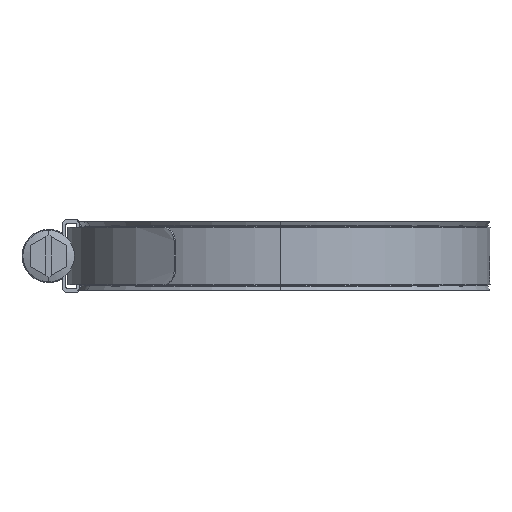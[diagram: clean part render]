
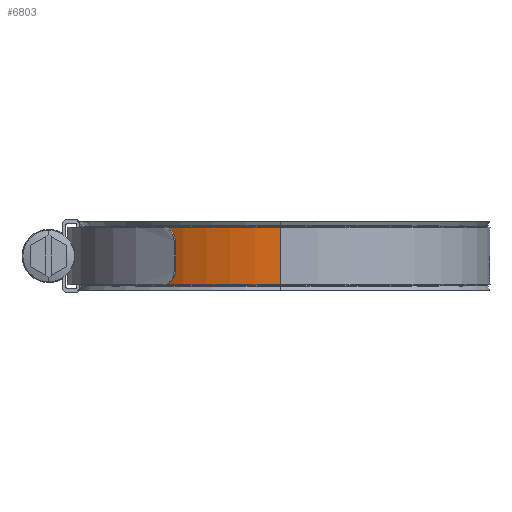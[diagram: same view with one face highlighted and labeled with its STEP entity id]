
A CAD part, left-side view. The second image highlights one B-rep face of the part: STEP entity #6803.
In plain terms, the highlighted cylindrical face has radius 46.03 mm (diameter 92.06 mm), a partial arc.
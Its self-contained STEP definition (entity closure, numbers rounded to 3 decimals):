
#323 = ORIENTED_EDGE ( 'NONE', *, *, #9169, .T. ) ;
#494 = VERTEX_POINT ( 'NONE', #2358 ) ;
#1164 = EDGE_CURVE ( 'NONE', #494, #1478, #4750, .T. ) ;
#1478 = VERTEX_POINT ( 'NONE', #1547 ) ;
#1547 = CARTESIAN_POINT ( 'NONE',  ( -46.03, 0., -6.35 ) ) ;
#1567 = DIRECTION ( 'NONE',  ( 0., 0., -1. ) ) ;
#1872 = CARTESIAN_POINT ( 'NONE',  ( 0., 0., 6.35 ) ) ;
#2358 = CARTESIAN_POINT ( 'NONE',  ( -46.03, 0., 6.35 ) ) ;
#2476 = ORIENTED_EDGE ( 'NONE', *, *, #3692, .T. ) ;
#2577 = VECTOR ( 'NONE', #7437, 1000. ) ;
#2892 = FACE_OUTER_BOUND ( 'NONE', #7369, .T. ) ;
#3258 = VECTOR ( 'NONE', #1567, 1000. ) ;
#3441 = ORIENTED_EDGE ( 'NONE', *, *, #1164, .F. ) ;
#3692 = EDGE_CURVE ( 'NONE', #7828, #1478, #9132, .T. ) ;
#4750 = LINE ( 'NONE', #11118, #3258 ) ;
#5126 = DIRECTION ( 'NONE',  ( 0., 0., -1. ) ) ;
#5933 = CIRCLE ( 'NONE', #12860, 46.03 ) ;
#6309 = LINE ( 'NONE', #9405, #2577 ) ;
#6803 = ADVANCED_FACE ( 'NONE', ( #2892 ), #9126, .T. ) ;
#7124 = CARTESIAN_POINT ( 'NONE',  ( 0., 46.03, -6.35 ) ) ;
#7369 = EDGE_LOOP ( 'NONE', ( #3441, #12929, #323, #2476 ) ) ;
#7437 = DIRECTION ( 'NONE',  ( 0., 0., -1. ) ) ;
#7828 = VERTEX_POINT ( 'NONE', #7124 ) ;
#8998 = DIRECTION ( 'NONE',  ( 1., 0., 0. ) ) ;
#9068 = CARTESIAN_POINT ( 'NONE',  ( 0., 0., 6.35 ) ) ;
#9126 = CYLINDRICAL_SURFACE ( 'NONE', #9770, 46.03 ) ;
#9132 = CIRCLE ( 'NONE', #10925, 46.03 ) ;
#9169 = EDGE_CURVE ( 'NONE', #11075, #7828, #6309, .T. ) ;
#9405 = CARTESIAN_POINT ( 'NONE',  ( 0., 46.03, 6.35 ) ) ;
#9431 = EDGE_CURVE ( 'NONE', #11075, #494, #5933, .T. ) ;
#9770 = AXIS2_PLACEMENT_3D ( 'NONE', #1872, #5126, #12405 ) ;
#10129 = DIRECTION ( 'NONE',  ( 0., 0., 1. ) ) ;
#10427 = DIRECTION ( 'NONE',  ( 0., 0., 1. ) ) ;
#10925 = AXIS2_PLACEMENT_3D ( 'NONE', #12576, #10427, #11267 ) ;
#10958 = CARTESIAN_POINT ( 'NONE',  ( 0., 46.03, 6.35 ) ) ;
#11075 = VERTEX_POINT ( 'NONE', #10958 ) ;
#11118 = CARTESIAN_POINT ( 'NONE',  ( -46.03, 0., 6.35 ) ) ;
#11267 = DIRECTION ( 'NONE',  ( 1., 0., 0. ) ) ;
#12405 = DIRECTION ( 'NONE',  ( -1., 0., 0. ) ) ;
#12576 = CARTESIAN_POINT ( 'NONE',  ( 0., 0., -6.35 ) ) ;
#12860 = AXIS2_PLACEMENT_3D ( 'NONE', #9068, #10129, #8998 ) ;
#12929 = ORIENTED_EDGE ( 'NONE', *, *, #9431, .F. ) ;
